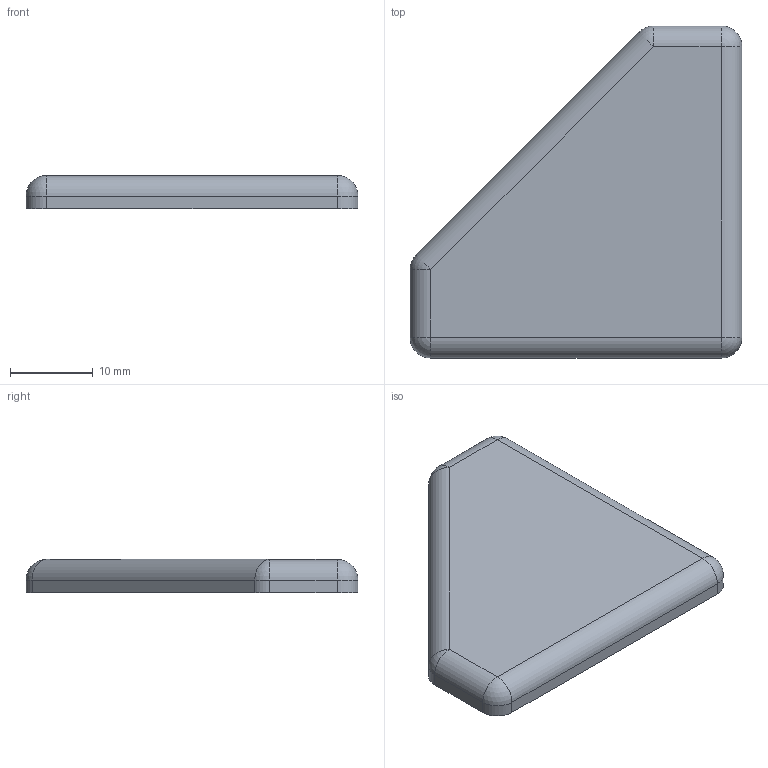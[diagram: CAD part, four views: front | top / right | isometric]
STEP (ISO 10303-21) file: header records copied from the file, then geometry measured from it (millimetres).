
FILE_DESCRIPTION(/* description */ (''),/* implementation_level */ '2;1');
FILE_NAME(/* name */ 'AI-1050_Abdeckkappe_40x40_45°-8.stp',/* time_stamp */ '2020-07-20T13:41:06+02:00',/* author */ ('jmaun'),/* organization */ ('maunsystem'),/* preprocessor_version */ 'ST-DEVELOPER v17',/* originating_system */ 'Autodesk Inventor 2019',/* authorisation */ '');
FILE_SCHEMA (('AUTOMOTIVE_DESIGN { 1 0 10303 214 3 1 1 }'));
Length unit declared in the file: millimetre
Products named in the file (1): AI-1050_Abdeckkappe_40x40_45°-8
Bounding box: 40 x 40 x 4 mm (x, y, z)
Volume: 4598 mm3; surface area: 2797.5 mm2
Topology: 1 solids, 1 shells, 22 faces, 50 edges, 25 vertices
Faces by surface type: cylinder 10, plane 7, sphere 5
Entity records: 644 total; most frequent: DIRECTION 111, CARTESIAN_POINT 93, ORIENTED_EDGE 90, EDGE_CURVE 45, AXIS2_PLACEMENT_3D 43, LINE 25, VECTOR 25, VERTEX_POINT 25
